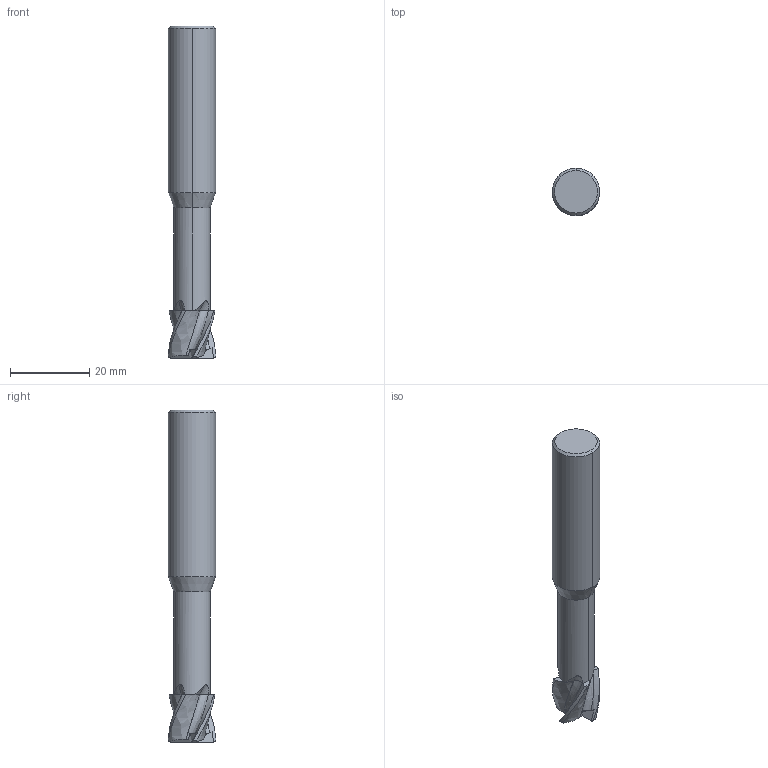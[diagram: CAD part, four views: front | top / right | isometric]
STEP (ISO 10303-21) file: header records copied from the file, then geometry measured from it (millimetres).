
FILE_DESCRIPTION(('no description'),'unknown implementation level');
FILE_NAME('K202223-12_0_5-Detail.stp',' ',('CIMSOURCE GmbH'),('CADClick - KiM GmbH - www.kimweb.de'),'unknown preprocess','ACIS','unknown authorization');
FILE_SCHEMA(('automotive_design'));
Length unit declared in the file: millimetre
Products named in the file (2): NOCUT; CUT
Bounding box: 12 x 12 x 84 mm (x, y, z)
Volume: 7521.7 mm3; surface area: 3286.8 mm2
Topology: 2 solids, 2 shells, 92 faces, 264 edges, 173 vertices
Faces by surface type: bspline 32, plane 26, cone 12, revolution 12, torus 6, cylinder 4
Entity records: 12656 total; most frequent: CARTESIAN_POINT 7687, STYLED_ITEM 527, PRESENTATION_STYLE_ASSIGNMENT 527, COLOUR_RGB 527, ORIENTED_EDGE 520, DIRECTION 268, EDGE_CURVE 260, CURVE_STYLE 260
